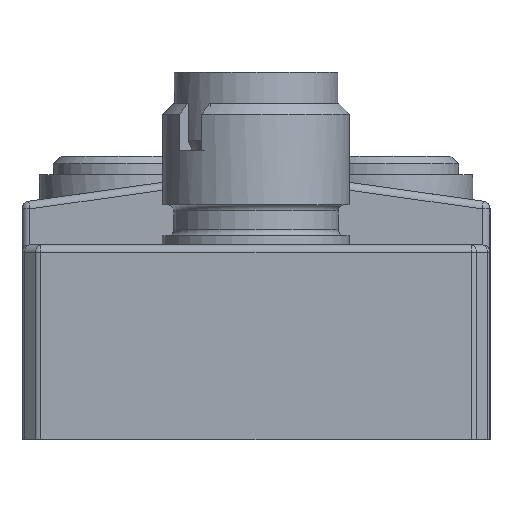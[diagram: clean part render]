
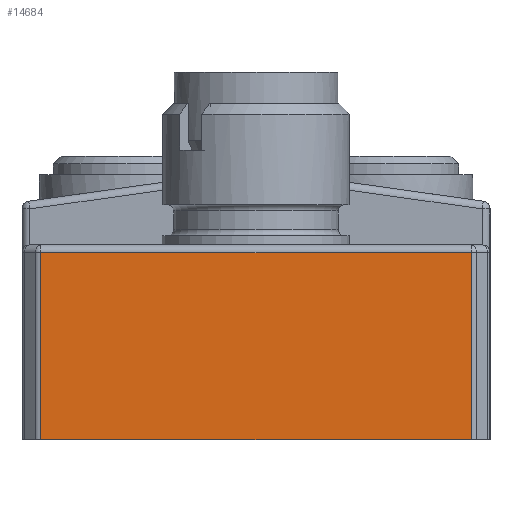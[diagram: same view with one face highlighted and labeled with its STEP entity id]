
A CAD part, left-side view. The second image highlights one B-rep face of the part: STEP entity #14684.
In plain terms, the highlighted planar face has unit normal (-1, 0, 0).
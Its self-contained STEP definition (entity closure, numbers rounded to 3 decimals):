
#1406=FACE_OUTER_BOUND('',#2272,.T.);
#2272=EDGE_LOOP('',(#12382,#12383,#12384,#12385));
#3282=LINE('',#25652,#4482);
#3301=LINE('',#25717,#4501);
#3522=LINE('',#26400,#4722);
#3523=LINE('',#26402,#4723);
#4482=VECTOR('',#19224,10.);
#4501=VECTOR('',#19297,10.);
#4722=VECTOR('',#20078,10.);
#4723=VECTOR('',#20081,10.);
#6496=VERTEX_POINT('',#25626);
#6498=VERTEX_POINT('',#25632);
#6521=VERTEX_POINT('',#25714);
#6522=VERTEX_POINT('',#25716);
#8298=EDGE_CURVE('',#6496,#6498,#3282,.T.);
#8332=EDGE_CURVE('',#6521,#6522,#3301,.T.);
#8669=EDGE_CURVE('',#6498,#6521,#3522,.T.);
#8670=EDGE_CURVE('',#6522,#6496,#3523,.T.);
#12382=ORIENTED_EDGE('',*,*,#8669,.F.);
#12383=ORIENTED_EDGE('',*,*,#8298,.F.);
#12384=ORIENTED_EDGE('',*,*,#8670,.F.);
#12385=ORIENTED_EDGE('',*,*,#8332,.F.);
#13189=PLANE('',#16142);
#14684=ADVANCED_FACE('',(#1406),#13189,.F.);
#16142=AXIS2_PLACEMENT_3D('',#26401,#20079,#20080);
#19224=DIRECTION('',(0.,-1.,0.));
#19297=DIRECTION('',(0.,1.,0.));
#20078=DIRECTION('',(0.,0.,-1.));
#20079=DIRECTION('center_axis',(1.,0.,0.));
#20080=DIRECTION('ref_axis',(0.,1.,0.));
#20081=DIRECTION('',(0.,0.,1.));
#25626=CARTESIAN_POINT('',(20.5,13.793,12.));
#25632=CARTESIAN_POINT('',(20.5,-13.793,12.));
#25652=CARTESIAN_POINT('',(20.5,-7.5,12.));
#25714=CARTESIAN_POINT('',(20.5,-13.793,0.));
#25716=CARTESIAN_POINT('',(20.5,13.793,0.));
#25717=CARTESIAN_POINT('',(20.5,15.,0.));
#26400=CARTESIAN_POINT('',(20.5,-13.793,10.145));
#26401=CARTESIAN_POINT('Origin',(20.5,0.,
8.446));
#26402=CARTESIAN_POINT('',(20.5,13.793,6.334));
